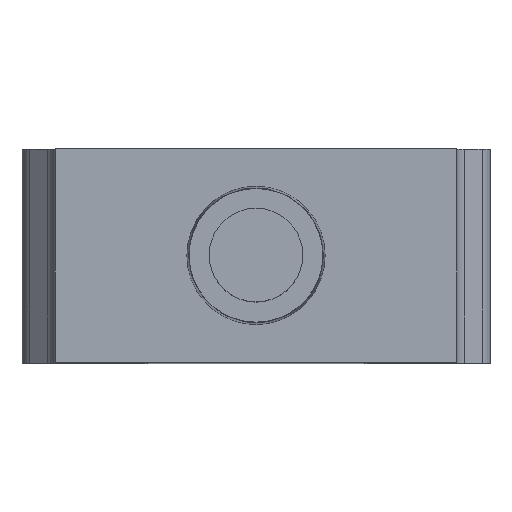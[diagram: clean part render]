
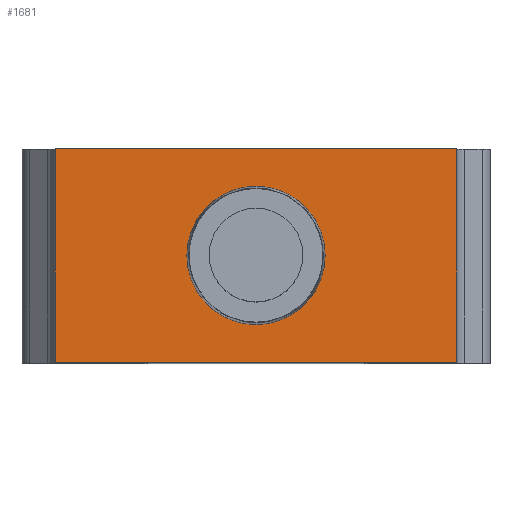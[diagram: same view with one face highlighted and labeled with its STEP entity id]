
A CAD part, top view. The second image highlights one B-rep face of the part: STEP entity #1681.
In plain terms, the highlighted face is planar.
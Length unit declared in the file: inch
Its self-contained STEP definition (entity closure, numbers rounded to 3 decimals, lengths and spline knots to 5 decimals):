
#13 = FACE_OUTER_BOUND ( 'NONE', #1426, .T. ) ;
#186 = VECTOR ( 'NONE', #1515, 39.37008 ) ;
#203 = DIRECTION ( 'NONE',  ( 1., 0., 0. ) ) ;
#235 = CARTESIAN_POINT ( 'NONE',  ( 0., 0., -0.62992 ) ) ;
#237 = DIRECTION ( 'NONE',  ( 0., 0., 1. ) ) ;
#325 = CARTESIAN_POINT ( 'NONE',  ( 0., 0., 0. ) ) ;
#328 = CIRCLE ( 'NONE', #1701, 0.20359 ) ;
#380 = LINE ( 'NONE', #1322, #950 ) ;
#418 = VERTEX_POINT ( 'NONE', #235 ) ;
#468 = ORIENTED_EDGE ( 'NONE', *, *, #1206, .F. ) ;
#499 = CARTESIAN_POINT ( 'NONE',  ( -0.38696, 0., -0.31496 ) ) ;
#538 = VERTEX_POINT ( 'NONE', #499 ) ;
#556 = CARTESIAN_POINT ( 'NONE',  ( 0., 0., 0. ) ) ;
#561 = EDGE_CURVE ( 'NONE', #1232, #1408, #1180, .T. ) ;
#710 = VERTEX_POINT ( 'NONE', #325 ) ;
#738 = LINE ( 'NONE', #556, #932 ) ;
#763 = PLANE ( 'NONE',  #1318 ) ;
#853 = ORIENTED_EDGE ( 'NONE', *, *, #883, .T. ) ;
#883 = EDGE_CURVE ( 'NONE', #710, #1408, #738, .T. ) ;
#897 = EDGE_LOOP ( 'NONE', ( #1612 ) ) ;
#907 = VECTOR ( 'NONE', #237, 39.37008 ) ;
#917 = DIRECTION ( 'NONE',  ( 0., 1., 0. ) ) ;
#932 = VECTOR ( 'NONE', #1485, 39.37008 ) ;
#950 = VECTOR ( 'NONE', #1129, 39.37008 ) ;
#989 = DIRECTION ( 'NONE',  ( 0., -1., 0. ) ) ;
#1129 = DIRECTION ( 'NONE',  ( 0., 0., 1. ) ) ;
#1180 = LINE ( 'NONE', #1921, #907 ) ;
#1187 = DIRECTION ( 'NONE',  ( -1., 0., 0. ) ) ;
#1206 = EDGE_CURVE ( 'NONE', #418, #1232, #1344, .T. ) ;
#1232 = VERTEX_POINT ( 'NONE', #1740 ) ;
#1299 = CARTESIAN_POINT ( 'NONE',  ( -0.59055, 0., -0.31496 ) ) ;
#1318 = AXIS2_PLACEMENT_3D ( 'NONE', #1915, #989, #1187 ) ;
#1322 = CARTESIAN_POINT ( 'NONE',  ( 0., 0., -0.57087 ) ) ;
#1344 = LINE ( 'NONE', #1712, #186 ) ;
#1408 = VERTEX_POINT ( 'NONE', #1933 ) ;
#1426 = EDGE_LOOP ( 'NONE', ( #2321, #468, #1614, #853 ) ) ;
#1436 = EDGE_CURVE ( 'NONE', #538, #538, #328, .T. ) ;
#1485 = DIRECTION ( 'NONE',  ( -1., 0., 0. ) ) ;
#1515 = DIRECTION ( 'NONE',  ( -1., 0., 0. ) ) ;
#1612 = ORIENTED_EDGE ( 'NONE', *, *, #1436, .T. ) ;
#1614 = ORIENTED_EDGE ( 'NONE', *, *, #2123, .T. ) ;
#1681 = ADVANCED_FACE ( 'NONE', ( #2281, #13 ), #763, .T. ) ;
#1701 = AXIS2_PLACEMENT_3D ( 'NONE', #1299, #917, #203 ) ;
#1712 = CARTESIAN_POINT ( 'NONE',  ( -1.27953, 0., -0.62992 ) ) ;
#1740 = CARTESIAN_POINT ( 'NONE',  ( -1.1811, 0., -0.62992 ) ) ;
#1915 = CARTESIAN_POINT ( 'NONE',  ( 0., 0., -0.57087 ) ) ;
#1921 = CARTESIAN_POINT ( 'NONE',  ( -1.1811, 0., -0.62992 ) ) ;
#1933 = CARTESIAN_POINT ( 'NONE',  ( -1.1811, 0., 0. ) ) ;
#2123 = EDGE_CURVE ( 'NONE', #418, #710, #380, .T. ) ;
#2281 = FACE_BOUND ( 'NONE', #897, .T. ) ;
#2321 = ORIENTED_EDGE ( 'NONE', *, *, #561, .F. ) ;
